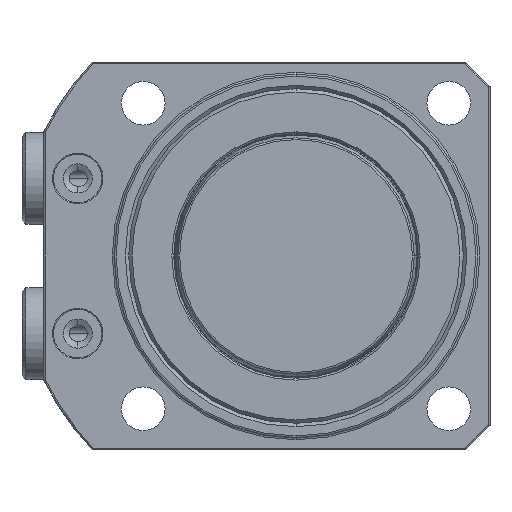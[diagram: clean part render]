
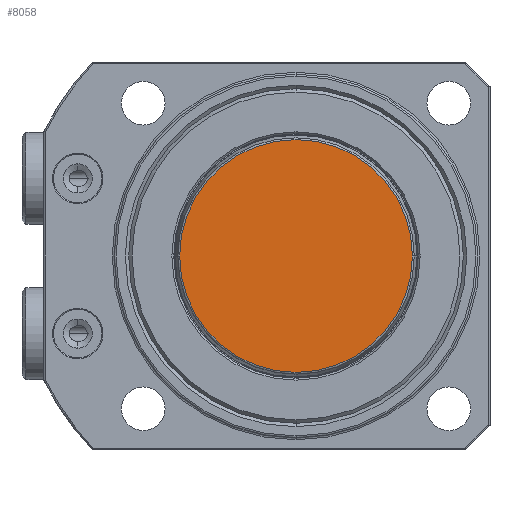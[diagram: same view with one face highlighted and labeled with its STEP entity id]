
A CAD part, front view. The second image highlights one B-rep face of the part: STEP entity #8058.
In plain terms, the highlighted planar face has unit normal (0, -1, 0).
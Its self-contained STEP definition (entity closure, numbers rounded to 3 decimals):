
#781 = AXIS2_PLACEMENT_3D ( 'NONE', #6488, #6489, #6490 ) ;
#787 = FACE_OUTER_BOUND ( 'NONE', #1507, .T. ) ;
#1507 = EDGE_LOOP ( 'NONE', ( #3194, #3192 ) ) ;
#3192 = ORIENTED_EDGE ( 'NONE', *, *, #7169, .T. ) ;
#3194 = ORIENTED_EDGE ( 'NONE', *, *, #7179, .T. ) ;
#3696 = CARTESIAN_POINT ( 'NONE',  ( 0., 0., 0. ) ) ;
#3697 = DIRECTION ( 'NONE',  ( 0., -1., 0. ) ) ;
#3698 = DIRECTION ( 'NONE',  ( 0., 0., 1. ) ) ;
#3726 = CARTESIAN_POINT ( 'NONE',  ( 0., 0., 0. ) ) ;
#3727 = DIRECTION ( 'NONE',  ( 0., -1., 0. ) ) ;
#3728 = DIRECTION ( 'NONE',  ( 0., 0., 1. ) ) ;
#4420 = AXIS2_PLACEMENT_3D ( 'NONE', #3696, #3697, #3698 ) ;
#4428 = AXIS2_PLACEMENT_3D ( 'NONE', #3726, #3727, #3728 ) ;
#4840 = VERTEX_POINT ( 'NONE', #5628 ) ;
#4841 = VERTEX_POINT ( 'NONE', #5629 ) ;
#5628 = CARTESIAN_POINT ( 'NONE',  ( 0., 0., 23.992 ) ) ;
#5629 = CARTESIAN_POINT ( 'NONE',  ( 0., 0., -23.992 ) ) ;
#6487 = PLANE ( 'NONE',  #781 ) ;
#6488 = CARTESIAN_POINT ( 'NONE',  ( 24.272, 0., 0. ) ) ;
#6489 = DIRECTION ( 'NONE',  ( 0., 1., 0. ) ) ;
#6490 = DIRECTION ( 'NONE',  ( 0., 0., 1. ) ) ;
#7169 = EDGE_CURVE ( 'NONE', #4841, #4840, #7746, .T. ) ;
#7179 = EDGE_CURVE ( 'NONE', #4840, #4841, #7740, .T. ) ;
#7740 = CIRCLE ( 'NONE', #4428, 23.992 ) ;
#7746 = CIRCLE ( 'NONE', #4420, 23.992 ) ;
#8058 = ADVANCED_FACE ( 'NONE', ( #787 ), #6487, .F. ) ;
